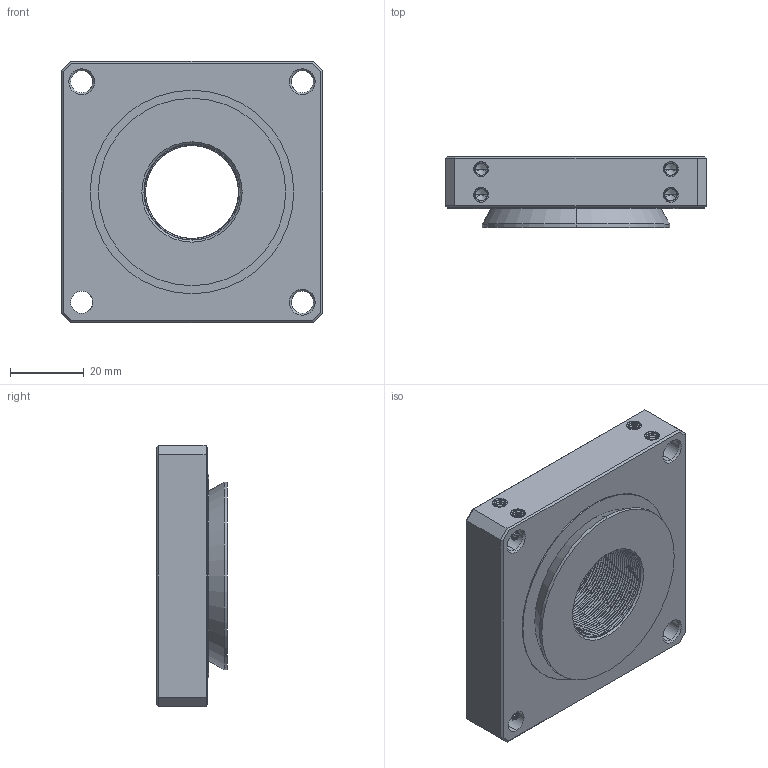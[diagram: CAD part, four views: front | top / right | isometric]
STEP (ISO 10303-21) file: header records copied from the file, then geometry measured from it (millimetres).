
FILE_DESCRIPTION((''),'2;1');
FILE_NAME('MCP-D2','2023-08-03T10:03:30',('R&D'),(''),'CREO PARAMETRIC BY PTC INC, 2021063','CREO PARAMETRIC BY PTC INC, 2021063','');
FILE_SCHEMA(('CONFIG_CONTROL_DESIGN'));
Products named in the file (1): MCP-D2
Bounding box: 71.12 x 19.3 x 71.12 mm (x, y, z)
Volume: 67785.4 mm3; surface area: 21002.9 mm2
Topology: 1 solids, 9 shells, 541 faces, 1530 edges, 971 vertices
Faces by surface type: bspline 260, cylinder 197, cone 44, plane 40
Entity records: 60689 total; most frequent: CARTESIAN_POINT 49315, ORIENTED_EDGE 2980, EDGE_CURVE 1514, DIRECTION 1252, B_SPLINE_CURVE_WITH_KNOTS 972, VERTEX_POINT 971, EDGE_LOOP 589, FACE_OUTER_BOUND 541
